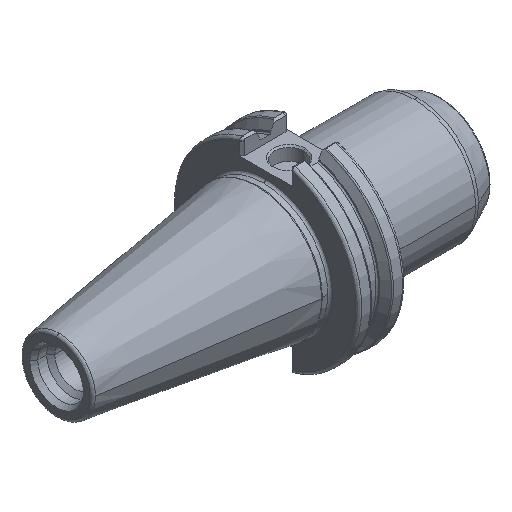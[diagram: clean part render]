
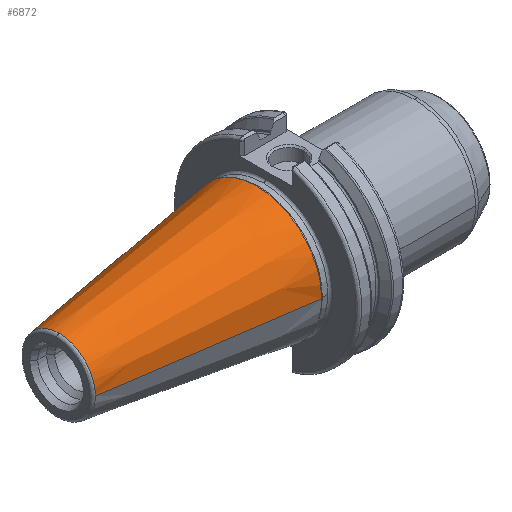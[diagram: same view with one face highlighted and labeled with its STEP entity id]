
A CAD part, isometric view. The second image highlights one B-rep face of the part: STEP entity #6872.
In plain terms, the highlighted conical face has half-angle 8.297 degrees and reference radius 22.225 mm.
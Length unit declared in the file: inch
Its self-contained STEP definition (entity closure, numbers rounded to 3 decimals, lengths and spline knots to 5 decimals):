
#99 = CARTESIAN_POINT ( 'NONE',  ( 0., -0.875, 0. ) ) ;
#180 = CARTESIAN_POINT ( 'NONE',  ( 0., -0.875, 0. ) ) ;
#334 = ORIENTED_EDGE ( 'NONE', *, *, #2172, .T. ) ;
#342 = FACE_OUTER_BOUND ( 'NONE', #4026, .T. ) ;
#362 = EDGE_CURVE ( 'NONE', #4982, #6921, #3323, .T. ) ;
#490 = DIRECTION ( 'NONE',  ( -1., 0., 0. ) ) ;
#628 = CARTESIAN_POINT ( 'NONE',  ( -2.65277, -0.48814, 0. ) ) ;
#662 = DIRECTION ( 'NONE',  ( 1., 0., 0. ) ) ;
#717 = VERTEX_POINT ( 'NONE', #180 ) ;
#779 = DIRECTION ( 'NONE',  ( 0., 1., 0. ) ) ;
#808 = DIRECTION ( 'NONE',  ( 0., 1., 0. ) ) ;
#1208 = CARTESIAN_POINT ( 'NONE',  ( 0., 0.875, 0. ) ) ;
#1448 = AXIS2_PLACEMENT_3D ( 'NONE', #7282, #5602, #5033 ) ;
#1887 = AXIS2_PLACEMENT_3D ( 'NONE', #2996, #662, #779 ) ;
#2172 = EDGE_CURVE ( 'NONE', #7422, #717, #5896, .T. ) ;
#2931 = CARTESIAN_POINT ( 'NONE',  ( 0., 0., 0. ) ) ;
#2996 = CARTESIAN_POINT ( 'NONE',  ( -2.65277, 0., 0. ) ) ;
#3065 = ORIENTED_EDGE ( 'NONE', *, *, #5590, .F. ) ;
#3220 = DIRECTION ( 'NONE',  ( 1., 0., 0. ) ) ;
#3323 = CIRCLE ( 'NONE', #7334, 0.48814 ) ;
#3692 = DIRECTION ( 'NONE',  ( 0.99, -0.144, 0. ) ) ;
#3955 = CARTESIAN_POINT ( 'NONE',  ( -2.65277, 0.48814, 0. ) ) ;
#4026 = EDGE_LOOP ( 'NONE', ( #5244, #5261, #334, #5171, #3065 ) ) ;
#4114 = DIRECTION ( 'NONE',  ( 0., 1., 0. ) ) ;
#4138 = CARTESIAN_POINT ( 'NONE',  ( -2.65277, 0., 0. ) ) ;
#4383 = EDGE_CURVE ( 'NONE', #6921, #7422, #6029, .T. ) ;
#4729 = CIRCLE ( 'NONE', #7037, 0.875 ) ;
#4896 = CARTESIAN_POINT ( 'NONE',  ( 0., 0.875, 0. ) ) ;
#4982 = VERTEX_POINT ( 'NONE', #3955 ) ;
#5033 = DIRECTION ( 'NONE',  ( 0., 1., 0. ) ) ;
#5036 = LINE ( 'NONE', #4896, #5810 ) ;
#5148 = VECTOR ( 'NONE', #3692, 39.37008 ) ;
#5171 = ORIENTED_EDGE ( 'NONE', *, *, #6269, .T. ) ;
#5244 = ORIENTED_EDGE ( 'NONE', *, *, #362, .T. ) ;
#5261 = ORIENTED_EDGE ( 'NONE', *, *, #4383, .T. ) ;
#5530 = CARTESIAN_POINT ( 'NONE',  ( -2.65277, 0., 0.48814 ) ) ;
#5590 = EDGE_CURVE ( 'NONE', #4982, #6227, #5036, .T. ) ;
#5602 = DIRECTION ( 'NONE',  ( 1., 0., 0. ) ) ;
#5810 = VECTOR ( 'NONE', #7324, 39.37008 ) ;
#5896 = LINE ( 'NONE', #99, #5148 ) ;
#5950 = CONICAL_SURFACE ( 'NONE', #1448, 0.875, 0.145 ) ;
#6029 = CIRCLE ( 'NONE', #1887, 0.48814 ) ;
#6227 = VERTEX_POINT ( 'NONE', #1208 ) ;
#6269 = EDGE_CURVE ( 'NONE', #717, #6227, #4729, .T. ) ;
#6872 = ADVANCED_FACE ( 'NONE', ( #342 ), #5950, .T. ) ;
#6921 = VERTEX_POINT ( 'NONE', #5530 ) ;
#7037 = AXIS2_PLACEMENT_3D ( 'NONE', #2931, #490, #4114 ) ;
#7282 = CARTESIAN_POINT ( 'NONE',  ( 0., 0., 0. ) ) ;
#7324 = DIRECTION ( 'NONE',  ( 0.99, 0.144, 0. ) ) ;
#7334 = AXIS2_PLACEMENT_3D ( 'NONE', #4138, #3220, #808 ) ;
#7422 = VERTEX_POINT ( 'NONE', #628 ) ;
